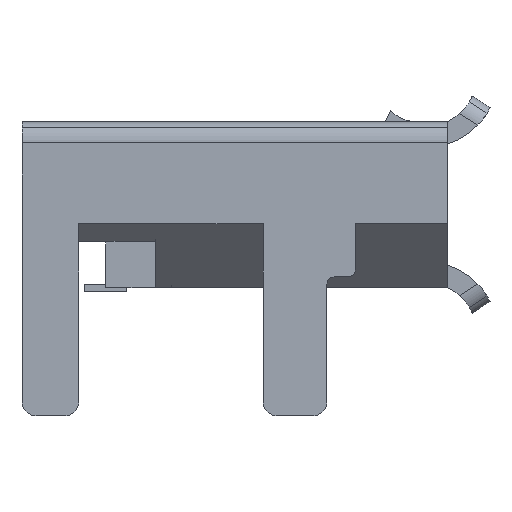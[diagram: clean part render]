
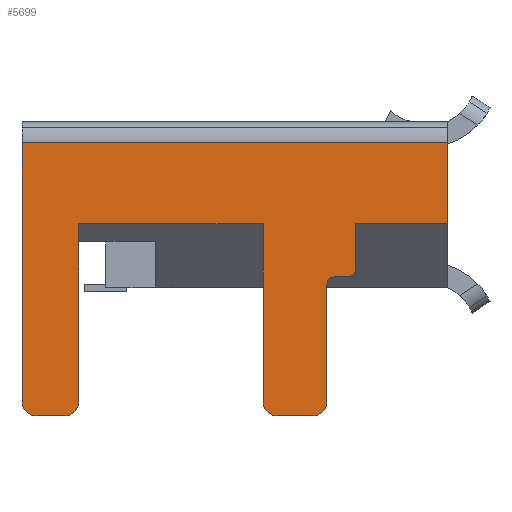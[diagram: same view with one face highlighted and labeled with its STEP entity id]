
A CAD part, left-side view. The second image highlights one B-rep face of the part: STEP entity #5699.
In plain terms, the highlighted planar face has unit normal (-1, 0, 0).
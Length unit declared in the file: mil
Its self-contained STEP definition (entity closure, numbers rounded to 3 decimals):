
#65 = ORIENTED_EDGE ( 'NONE', *, *, #5949, .F. ) ;
#95 = CARTESIAN_POINT ( 'NONE',  ( 0., 125.984, 8.76 ) ) ;
#151 = DIRECTION ( 'NONE',  ( 0., 0., -1. ) ) ;
#185 = VECTOR ( 'NONE', #3933, 39370.079 ) ;
#225 = CARTESIAN_POINT ( 'NONE',  ( 0., 78.74, 5.906 ) ) ;
#360 = VECTOR ( 'NONE', #1828, 39370.079 ) ;
#419 = CARTESIAN_POINT ( 'NONE',  ( 0., 125.984, 35.433 ) ) ;
#464 = EDGE_CURVE ( 'NONE', #5936, #6421, #4196, .T. ) ;
#468 = CARTESIAN_POINT ( 'NONE',  ( 0., 228.346, -63.386 ) ) ;
#599 = DIRECTION ( 'NONE',  ( 1., 0., 0. ) ) ;
#653 = EDGE_CURVE ( 'NONE', #913, #3742, #1441, .T. ) ;
#664 = CIRCLE ( 'NONE', #2204, 7.874 ) ;
#665 = DIRECTION ( 'NONE',  ( 0., 1., 0. ) ) ;
#792 = DIRECTION ( 'NONE',  ( 1., 0., 0. ) ) ;
#813 = DIRECTION ( 'NONE',  ( 0., -1., 0. ) ) ;
#836 = CARTESIAN_POINT ( 'NONE',  ( 0., 228.346, 35.433 ) ) ;
#911 = VECTOR ( 'NONE', #5624, 39370.079 ) ;
#913 = VERTEX_POINT ( 'NONE', #4045 ) ;
#960 = EDGE_CURVE ( 'NONE', #1502, #6779, #6788, .T. ) ;
#994 = AXIS2_PLACEMENT_3D ( 'NONE', #6244, #3440, #151 ) ;
#1092 = ORIENTED_EDGE ( 'NONE', *, *, #6766, .F. ) ;
#1109 = DIRECTION ( 'NONE',  ( 0., 0., 1. ) ) ;
#1140 = CARTESIAN_POINT ( 'NONE',  ( 0., 90.551, -40.65 ) ) ;
#1165 = CARTESIAN_POINT ( 'NONE',  ( 0., 23.622, 0. ) ) ;
#1226 = ORIENTED_EDGE ( 'NONE', *, *, #3312, .T. ) ;
#1293 = LINE ( 'NONE', #4164, #2877 ) ;
#1328 = DIRECTION ( 'NONE',  ( 0., -1., 0. ) ) ;
#1431 = EDGE_CURVE ( 'NONE', #5936, #7162, #4037, .T. ) ;
#1441 = CIRCLE ( 'NONE', #5976, 3.937 ) ;
#1458 = DIRECTION ( 'NONE',  ( -1., 0., 0. ) ) ;
#1481 = VECTOR ( 'NONE', #3744, 39370.079 ) ;
#1502 = VERTEX_POINT ( 'NONE', #3037 ) ;
#1507 = EDGE_CURVE ( 'NONE', #3024, #6513, #4105, .T. ) ;
#1624 = FACE_OUTER_BOUND ( 'NONE', #2193, .T. ) ;
#1646 = ORIENTED_EDGE ( 'NONE', *, *, #7096, .F. ) ;
#1647 = VERTEX_POINT ( 'NONE', #7138 ) ;
#1755 = CARTESIAN_POINT ( 'NONE',  ( 0., 23.622, 35.433 ) ) ;
#1828 = DIRECTION ( 'NONE',  ( 0., 0., -1. ) ) ;
#1870 = EDGE_CURVE ( 'NONE', #7162, #3894, #3342, .T. ) ;
#1878 = DIRECTION ( 'NONE',  ( 1., 0., 0. ) ) ;
#1962 = VECTOR ( 'NONE', #813, 39370.079 ) ;
#1975 = CARTESIAN_POINT ( 'NONE',  ( 0., 78.74, 9.843 ) ) ;
#2061 = DIRECTION ( 'NONE',  ( 0., 1., 0. ) ) ;
#2142 = EDGE_CURVE ( 'NONE', #2155, #5622, #5748, .T. ) ;
#2143 = ORIENTED_EDGE ( 'NONE', *, *, #653, .F. ) ;
#2155 = VERTEX_POINT ( 'NONE', #1755 ) ;
#2191 = CARTESIAN_POINT ( 'NONE',  ( 0., 74.803, 35.433 ) ) ;
#2193 = EDGE_LOOP ( 'NONE', ( #5681, #1092, #3807, #6606, #6016, #5961, #2724, #3636, #2143, #1646, #1226, #6534, #4353, #6032, #5854, #65, #2893, #7141 ) ) ;
#2204 = AXIS2_PLACEMENT_3D ( 'NONE', #6900, #1878, #5354 ) ;
#2239 = CARTESIAN_POINT ( 'NONE',  ( 0., 259.843, -63.386 ) ) ;
#2326 = EDGE_CURVE ( 'NONE', #5919, #1647, #7311, .T. ) ;
#2676 = CIRCLE ( 'NONE', #6615, 7.874 ) ;
#2681 = CARTESIAN_POINT ( 'NONE',  ( 0., 118.11, -63.386 ) ) ;
#2724 = ORIENTED_EDGE ( 'NONE', *, *, #4621, .F. ) ;
#2805 = VECTOR ( 'NONE', #3858, 39370.079 ) ;
#2877 = VECTOR ( 'NONE', #1328, 39370.079 ) ;
#2893 = ORIENTED_EDGE ( 'NONE', *, *, #1870, .F. ) ;
#3024 = VERTEX_POINT ( 'NONE', #2239 ) ;
#3037 = CARTESIAN_POINT ( 'NONE',  ( 0., 90.551, 1.969 ) ) ;
#3126 = AXIS2_PLACEMENT_3D ( 'NONE', #7117, #1458, #665 ) ;
#3171 = CARTESIAN_POINT ( 'NONE',  ( 0., 125.984, -63.386 ) ) ;
#3197 = CARTESIAN_POINT ( 'NONE',  ( 0., 236.22, -71.26 ) ) ;
#3312 = EDGE_CURVE ( 'NONE', #4389, #2155, #1293, .T. ) ;
#3318 = VERTEX_POINT ( 'NONE', #5884 ) ;
#3342 = CIRCLE ( 'NONE', #4071, 7.874 ) ;
#3407 = LINE ( 'NONE', #5097, #185 ) ;
#3440 = DIRECTION ( 'NONE',  ( 1., 0., 0. ) ) ;
#3636 = ORIENTED_EDGE ( 'NONE', *, *, #6998, .F. ) ;
#3654 = EDGE_CURVE ( 'NONE', #6343, #3024, #3718, .T. ) ;
#3676 = CARTESIAN_POINT ( 'NONE',  ( 0., 141.732, 35.433 ) ) ;
#3718 = CIRCLE ( 'NONE', #994, 7.874 ) ;
#3742 = VERTEX_POINT ( 'NONE', #225 ) ;
#3744 = DIRECTION ( 'NONE',  ( 0., 1., 0. ) ) ;
#3766 = DIRECTION ( 'NONE',  ( 0., -1., 0. ) ) ;
#3779 = DIRECTION ( 'NONE',  ( 0., -1., 0. ) ) ;
#3807 = ORIENTED_EDGE ( 'NONE', *, *, #6362, .F. ) ;
#3817 = CARTESIAN_POINT ( 'NONE',  ( 0., 142.717, -71.26 ) ) ;
#3858 = DIRECTION ( 'NONE',  ( 0., 1., 0. ) ) ;
#3894 = VERTEX_POINT ( 'NONE', #3197 ) ;
#3933 = DIRECTION ( 'NONE',  ( 0., 0., -1. ) ) ;
#3940 = VECTOR ( 'NONE', #3999, 39370.079 ) ;
#3951 = VECTOR ( 'NONE', #6715, 39370.079 ) ;
#3999 = DIRECTION ( 'NONE',  ( 0., 0., 1. ) ) ;
#4037 = LINE ( 'NONE', #6886, #360 ) ;
#4045 = CARTESIAN_POINT ( 'NONE',  ( 0., 74.803, 9.843 ) ) ;
#4071 = AXIS2_PLACEMENT_3D ( 'NONE', #4983, #5543, #3779 ) ;
#4105 = LINE ( 'NONE', #6336, #5139 ) ;
#4164 = CARTESIAN_POINT ( 'NONE',  ( 0., 141.732, 35.433 ) ) ;
#4196 = LINE ( 'NONE', #3676, #4790 ) ;
#4353 = ORIENTED_EDGE ( 'NONE', *, *, #5389, .F. ) ;
#4389 = VERTEX_POINT ( 'NONE', #2191 ) ;
#4541 = VECTOR ( 'NONE', #2061, 39370.079 ) ;
#4621 = EDGE_CURVE ( 'NONE', #3318, #1502, #6356, .T. ) ;
#4666 = DIRECTION ( 'NONE',  ( 0., 0., 1. ) ) ;
#4790 = VECTOR ( 'NONE', #7094, 39370.079 ) ;
#4902 = LINE ( 'NONE', #7157, #2805 ) ;
#4973 = DIRECTION ( 'NONE',  ( 0., 0., -1. ) ) ;
#4983 = CARTESIAN_POINT ( 'NONE',  ( 0., 236.22, -63.386 ) ) ;
#5097 = CARTESIAN_POINT ( 'NONE',  ( 0., 74.803, -4.035 ) ) ;
#5134 = DIRECTION ( 'NONE',  ( -1., 0., 0. ) ) ;
#5139 = VECTOR ( 'NONE', #4666, 39370.079 ) ;
#5180 = PLANE ( 'NONE',  #5776 ) ;
#5354 = DIRECTION ( 'NONE',  ( 0., -1., 0. ) ) ;
#5389 = EDGE_CURVE ( 'NONE', #6513, #5622, #6509, .T. ) ;
#5430 = CARTESIAN_POINT ( 'NONE',  ( 0., 98.425, -71.26 ) ) ;
#5543 = DIRECTION ( 'NONE',  ( 1., 0., 0. ) ) ;
#5622 = VERTEX_POINT ( 'NONE', #6872 ) ;
#5624 = DIRECTION ( 'NONE',  ( 0., 0., 1. ) ) ;
#5681 = ORIENTED_EDGE ( 'NONE', *, *, #464, .T. ) ;
#5699 = ADVANCED_FACE ( 'NONE', ( #1624 ), #5180, .T. ) ;
#5728 = LINE ( 'NONE', #95, #911 ) ;
#5739 = EDGE_CURVE ( 'NONE', #6779, #5919, #664, .T. ) ;
#5748 = LINE ( 'NONE', #1165, #3940 ) ;
#5776 = AXIS2_PLACEMENT_3D ( 'NONE', #6250, #5134, #1109 ) ;
#5840 = CARTESIAN_POINT ( 'NONE',  ( 0., 259.843, 80.315 ) ) ;
#5854 = ORIENTED_EDGE ( 'NONE', *, *, #3654, .F. ) ;
#5864 = VERTEX_POINT ( 'NONE', #3171 ) ;
#5884 = CARTESIAN_POINT ( 'NONE',  ( 0., 86.614, 5.906 ) ) ;
#5919 = VERTEX_POINT ( 'NONE', #5430 ) ;
#5936 = VERTEX_POINT ( 'NONE', #836 ) ;
#5946 = CARTESIAN_POINT ( 'NONE',  ( 0., 200.787, 80.315 ) ) ;
#5949 = EDGE_CURVE ( 'NONE', #3894, #6343, #7120, .T. ) ;
#5961 = ORIENTED_EDGE ( 'NONE', *, *, #960, .F. ) ;
#5976 = AXIS2_PLACEMENT_3D ( 'NONE', #1975, #792, #3766 ) ;
#6016 = ORIENTED_EDGE ( 'NONE', *, *, #5739, .F. ) ;
#6032 = ORIENTED_EDGE ( 'NONE', *, *, #1507, .F. ) ;
#6244 = CARTESIAN_POINT ( 'NONE',  ( 0., 251.969, -63.386 ) ) ;
#6250 = CARTESIAN_POINT ( 'NONE',  ( 0., 259.843, 0. ) ) ;
#6287 = CARTESIAN_POINT ( 'NONE',  ( 0., 90.551, -63.386 ) ) ;
#6336 = CARTESIAN_POINT ( 'NONE',  ( 0., 259.843, 0. ) ) ;
#6343 = VERTEX_POINT ( 'NONE', #7254 ) ;
#6356 = CIRCLE ( 'NONE', #3126, 3.937 ) ;
#6362 = EDGE_CURVE ( 'NONE', #1647, #5864, #2676, .T. ) ;
#6421 = VERTEX_POINT ( 'NONE', #419 ) ;
#6509 = LINE ( 'NONE', #5946, #1962 ) ;
#6513 = VERTEX_POINT ( 'NONE', #5840 ) ;
#6534 = ORIENTED_EDGE ( 'NONE', *, *, #2142, .T. ) ;
#6571 = CARTESIAN_POINT ( 'NONE',  ( 0., 209.646, -71.26 ) ) ;
#6606 = ORIENTED_EDGE ( 'NONE', *, *, #2326, .F. ) ;
#6615 = AXIS2_PLACEMENT_3D ( 'NONE', #2681, #599, #4973 ) ;
#6715 = DIRECTION ( 'NONE',  ( 0., 0., -1. ) ) ;
#6766 = EDGE_CURVE ( 'NONE', #5864, #6421, #5728, .T. ) ;
#6779 = VERTEX_POINT ( 'NONE', #6287 ) ;
#6788 = LINE ( 'NONE', #1140, #3951 ) ;
#6872 = CARTESIAN_POINT ( 'NONE',  ( 0., 23.622, 80.315 ) ) ;
#6886 = CARTESIAN_POINT ( 'NONE',  ( 0., 228.346, -40.65 ) ) ;
#6900 = CARTESIAN_POINT ( 'NONE',  ( 0., 98.425, -63.386 ) ) ;
#6998 = EDGE_CURVE ( 'NONE', #3742, #3318, #4902, .T. ) ;
#7094 = DIRECTION ( 'NONE',  ( 0., -1., 0. ) ) ;
#7096 = EDGE_CURVE ( 'NONE', #4389, #913, #3407, .T. ) ;
#7117 = CARTESIAN_POINT ( 'NONE',  ( 0., 86.614, 1.969 ) ) ;
#7120 = LINE ( 'NONE', #6571, #1481 ) ;
#7138 = CARTESIAN_POINT ( 'NONE',  ( 0., 118.11, -71.26 ) ) ;
#7141 = ORIENTED_EDGE ( 'NONE', *, *, #1431, .F. ) ;
#7157 = CARTESIAN_POINT ( 'NONE',  ( 0., 126.969, 5.906 ) ) ;
#7162 = VERTEX_POINT ( 'NONE', #468 ) ;
#7254 = CARTESIAN_POINT ( 'NONE',  ( 0., 251.969, -71.26 ) ) ;
#7311 = LINE ( 'NONE', #3817, #4541 ) ;
